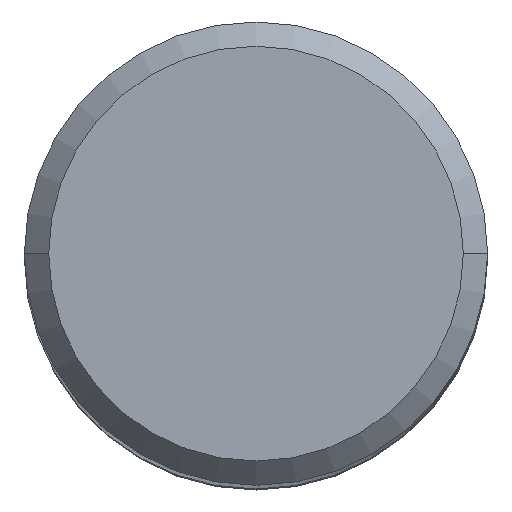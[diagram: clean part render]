
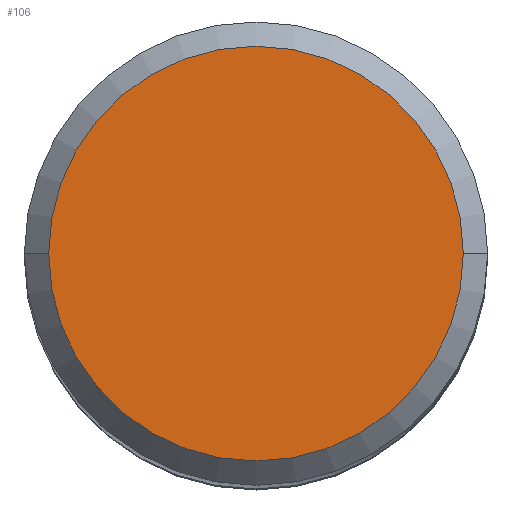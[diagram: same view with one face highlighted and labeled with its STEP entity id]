
A CAD part, top view. The second image highlights one B-rep face of the part: STEP entity #106.
In plain terms, the highlighted planar face has unit normal (0, 0, 1).
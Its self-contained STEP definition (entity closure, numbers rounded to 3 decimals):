
#65=PLANE('',#1112);
#106=ADVANCED_FACE('',(#184),#65,.F.);
#184=FACE_OUTER_BOUND('',#242,.T.);
#242=EDGE_LOOP('',(#390,#391));
#390=ORIENTED_EDGE('',*,*,#661,.T.);
#391=ORIENTED_EDGE('',*,*,#662,.T.);
#558=VERTEX_POINT('',#1819);
#561=VERTEX_POINT('',#1824);
#661=EDGE_CURVE('',#558,#561,#792,.T.);
#662=EDGE_CURVE('',#561,#558,#793,.T.);
#792=CIRCLE('',#1109,8.525);
#793=CIRCLE('',#1111,8.525);
#1109=AXIS2_PLACEMENT_3D('',#1825,#1396,#1397);
#1111=AXIS2_PLACEMENT_3D('',#1827,#1400,#1401);
#1112=AXIS2_PLACEMENT_3D('',#1828,#1402,#1403);
#1396=DIRECTION('',(0.,0.,1.));
#1397=DIRECTION('',(1.,0.,0.));
#1400=DIRECTION('',(0.,0.,1.));
#1401=DIRECTION('',(-1.,0.,0.));
#1402=DIRECTION('',(0.,0.,-1.));
#1403=DIRECTION('',(1.,0.,0.));
#1819=CARTESIAN_POINT('',(8.525,0.,38.04));
#1824=CARTESIAN_POINT('',(-8.525,0.,38.04));
#1825=CARTESIAN_POINT('',(0.,0.,38.04));
#1827=CARTESIAN_POINT('',(0.,0.,38.04));
#1828=CARTESIAN_POINT('',(0.,0.,38.04));
